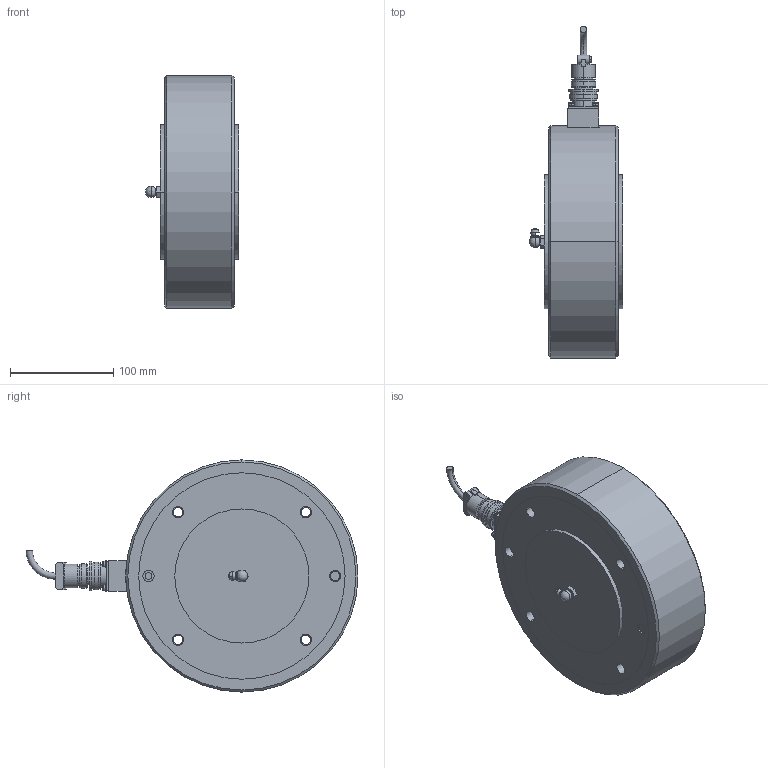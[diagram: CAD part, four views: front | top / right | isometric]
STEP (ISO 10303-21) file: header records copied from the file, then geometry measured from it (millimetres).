
FILE_DESCRIPTION((''),'2;1');
FILE_NAME('50171.stp','2007-09-21T11:27:45',(''),(''),'Mechanical Desktop 2007','Mechanical Desktop 2007',', , ');
FILE_SCHEMA(('CONFIG_CONTROL_DESIGN'));
Length unit declared in the file: millimetre
Products named in the file (28): L50171; L49380; TEIL1A; L49026; TEIL1AA; I-6KT_SCHRAUBE_M6X60A; I-6KT_SCHRAUBE_M6X60; I-6KT_SCHRAUBE_M3X25; I-6KT_SCHRAUBE_M3X25A; FEDERRING_M3A; FEDERRING_M3; FLANSCHDOSE_14S-2P_4-POLIG; FLANSCHDOSE_14S-2P_4-POLIGA; L4340402; TEIL1AAAA; L49152; TEIL1; L4916304; TEIL1AAA; PENDELKUGELLAGER_1310TVA; PENDELKUGELLAGER_1310TV; SCHMIERNIPPEL_M10_A3A; SCHMIERNIPPEL_M10_A3; SICHERUNGSRING_J110; SICHERUNGSRING_J110A; V_RING_V65A; V_RING_V65AA; RM_SDB
Assembly tree (36 placements, depth 3):
  L50171
    L49380
      TEIL1A
    L49026
      TEIL1AA
    I-6KT_SCHRAUBE_M6X60A
      I-6KT_SCHRAUBE_M6X60
    I-6KT_SCHRAUBE_M3X25  x4
      I-6KT_SCHRAUBE_M3X25A
    FEDERRING_M3A  x4
      FEDERRING_M3
    FLANSCHDOSE_14S-2P_4-POLIG
      FLANSCHDOSE_14S-2P_4-POLIGA
    L4340402  x2
      TEIL1AAAA
    L49152
      TEIL1
    L4916304
      TEIL1AAA
    PENDELKUGELLAGER_1310TVA
      PENDELKUGELLAGER_1310TV
    SCHMIERNIPPEL_M10_A3A
      SCHMIERNIPPEL_M10_A3
    SICHERUNGSRING_J110
      SICHERUNGSRING_J110A
    V_RING_V65A
      V_RING_V65AA
    RM_SDB  x3
Bounding box: 90.36 x 321.65 x 225 mm (x, y, z)
Volume: 2406055.7 mm3; surface area: 389817.9 mm2
Topology: 20 solids, 20 shells, 411 faces, 974 edges, 641 vertices
Faces by surface type: cylinder 232, plane 119, cone 32, torus 20, bspline 4, sphere 4
Entity records: 10893 total; most frequent: DIRECTION 2010, CARTESIAN_POINT 2008, ORIENTED_EDGE 1574, AXIS2_PLACEMENT_3D 854, EDGE_CURVE 787, VERTEX_POINT 522, CIRCLE 485, EDGE_LOOP 461
